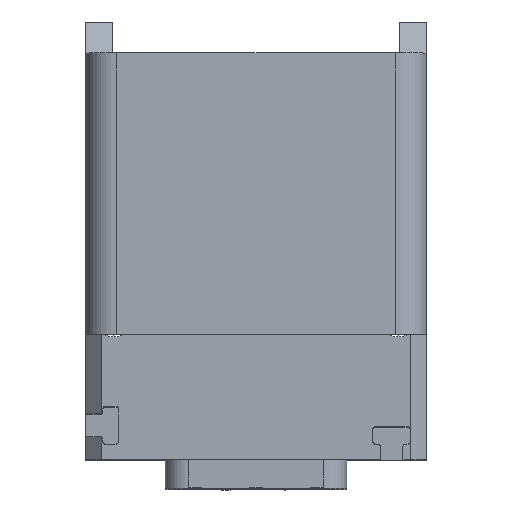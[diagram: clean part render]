
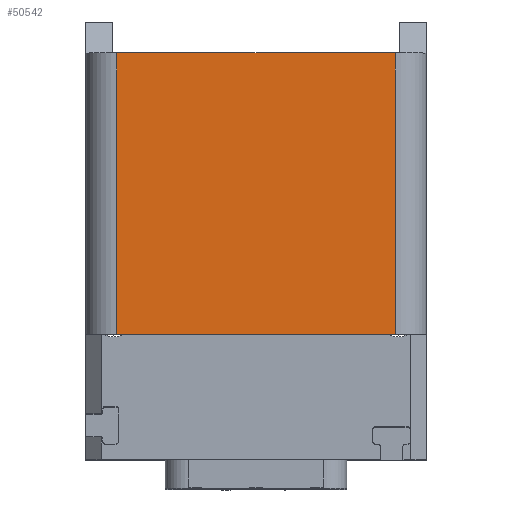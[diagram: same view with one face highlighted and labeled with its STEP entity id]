
A CAD part, top view. The second image highlights one B-rep face of the part: STEP entity #50542.
In plain terms, the highlighted planar face has unit normal (0, 0, 1).
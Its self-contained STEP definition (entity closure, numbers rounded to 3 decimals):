
#5923=DIRECTION('',(1.,0.,0.));
#5924=VECTOR('',#5923,17.8);
#5925=CARTESIAN_POINT('',(-8.9,1.65,15.85));
#5926=LINE('',#5925,#5924);
#5940=DIRECTION('',(0.,-1.,0.));
#5941=VECTOR('',#5940,18.);
#5942=CARTESIAN_POINT('',(8.9,19.65,15.85));
#5943=LINE('',#5942,#5941);
#5957=DIRECTION('',(1.,0.,0.));
#5958=VECTOR('',#5957,17.8);
#5959=CARTESIAN_POINT('',(-8.9,19.65,15.85));
#5960=LINE('',#5959,#5958);
#5961=DIRECTION('',(0.,1.,0.));
#5962=VECTOR('',#5961,18.);
#5963=CARTESIAN_POINT('',(-8.9,1.65,15.85));
#5964=LINE('',#5963,#5962);
#31824=CARTESIAN_POINT('',(-8.9,1.65,15.85));
#31825=CARTESIAN_POINT('',(8.9,1.65,15.85));
#31826=VERTEX_POINT('',#31824);
#31827=VERTEX_POINT('',#31825);
#32012=CARTESIAN_POINT('',(-8.9,19.65,15.85));
#32013=VERTEX_POINT('',#32012);
#32014=CARTESIAN_POINT('',(8.9,19.65,15.85));
#32015=VERTEX_POINT('',#32014);
#50529=CARTESIAN_POINT('',(-10.9,21.65,15.85));
#50530=DIRECTION('',(0.,0.,1.));
#50531=DIRECTION('',(0.,-1.,0.));
#50532=AXIS2_PLACEMENT_3D('',#50529,#50530,#50531);
#50533=PLANE('',#50532);
#50535=ORIENTED_EDGE('',*,*,#50534,.T.);
#50537=ORIENTED_EDGE('',*,*,#50536,.T.);
#50538=ORIENTED_EDGE('',*,*,#50518,.T.);
#50539=ORIENTED_EDGE('',*,*,#50490,.F.);
#50540=EDGE_LOOP('',(#50535,#50537,#50538,#50539));
#50541=FACE_OUTER_BOUND('',#50540,.F.);
#50542=ADVANCED_FACE('',(#50541),#50533,.T.);
#50490=EDGE_CURVE('',#31826,#31827,#5926,.T.);
#50518=EDGE_CURVE('',#32015,#31827,#5943,.T.);
#50534=EDGE_CURVE('',#31826,#32013,#5964,.T.);
#50536=EDGE_CURVE('',#32013,#32015,#5960,.T.);
